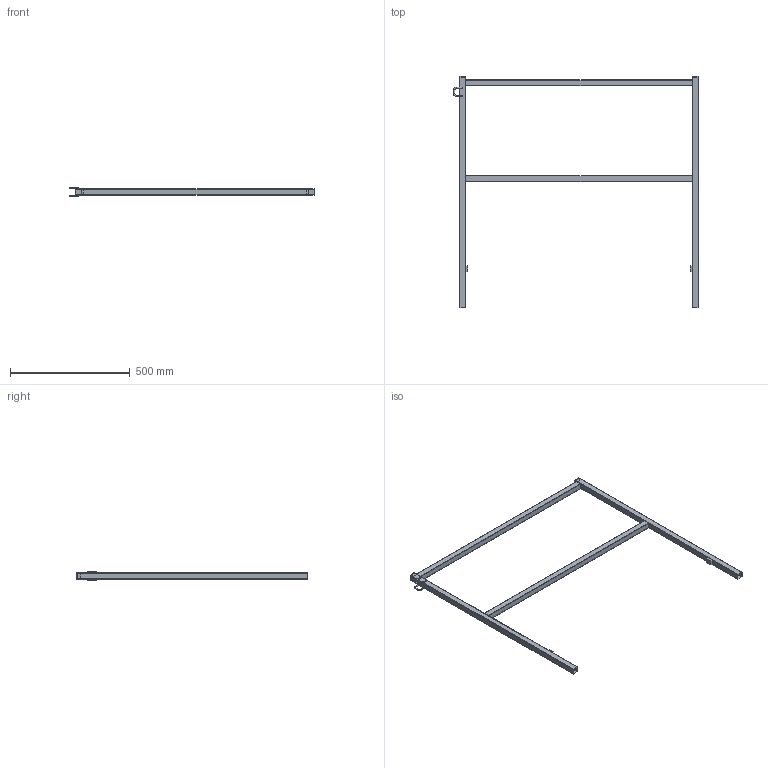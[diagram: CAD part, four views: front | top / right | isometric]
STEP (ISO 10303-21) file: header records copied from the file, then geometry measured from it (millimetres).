
FILE_DESCRIPTION (( 'STEP AP203' ), '1' );
FILE_NAME ('T76900.STEP', '2018-09-10T16:14:37', ( '' ), ( '' ), 'SwSTEP 2.0', 'SolidWorks 2016', '' );
FILE_SCHEMA (( 'CONFIG_CONTROL_DESIGN' ));
Length unit declared in the file: millimetre
Products named in the file (7): TH1309; S1650_S1650; TH1438; T76900; TH1310; 25.4 X 25.4 X 1.2 ERW X 945; 25.4 X 25.4 X 1.2 ERW X 960
Assembly tree (11 placements, depth 3):
  T76900
    TH1310
      25.4 X 25.4 X 1.2 ERW X 960  x2
      25.4 X 25.4 X 1.2 ERW X 945  x2
      TH1309  x2
      TH1438  x2
    S1650_S1650  x2
Bounding box: 1020.8 x 963.5 x 35.4 mm (x, y, z)
Volume: 465703.7 mm3; surface area: 738810.2 mm2
Topology: 10 solids, 10 shells, 162 faces, 392 edges, 244 vertices
Faces by surface type: plane 78, cylinder 68, torus 8, sphere 8
Entity records: 3249 total; most frequent: DIRECTION 458, CARTESIAN_POINT 410, ORIENTED_EDGE 384, EDGE_CURVE 192, AXIS2_PLACEMENT_3D 170, VERTEX_POINT 122, VECTOR 118, LINE 118
